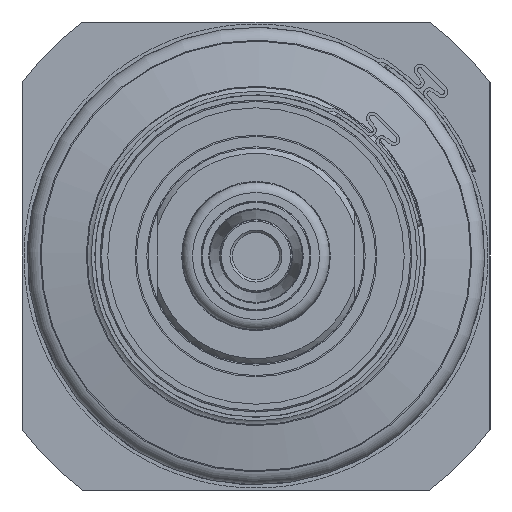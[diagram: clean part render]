
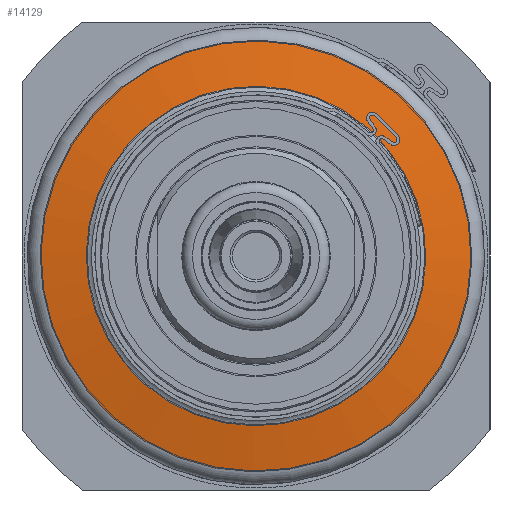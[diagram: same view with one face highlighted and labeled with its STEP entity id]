
A CAD part, left-side view. The second image highlights one B-rep face of the part: STEP entity #14129.
In plain terms, the highlighted conical face has half-angle 80 degrees and reference radius 37.087 mm.
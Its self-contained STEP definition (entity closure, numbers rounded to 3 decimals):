
#1493=CONICAL_SURFACE('',#15268,37.087,80.);
#2176=FACE_BOUND('',#3692,.T.);
#2759=FACE_OUTER_BOUND('',#3691,.T.);
#3691=EDGE_LOOP('',(#9641));
#3692=EDGE_LOOP('',(#9642));
#4988=CIRCLE('',#15267,32.653);
#4989=CIRCLE('',#15269,41.521);
#6086=VERTEX_POINT('',#22182);
#6087=VERTEX_POINT('',#22185);
#7511=EDGE_CURVE('',#6086,#6086,#4988,.T.);
#7512=EDGE_CURVE('',#6087,#6087,#4989,.T.);
#9641=ORIENTED_EDGE('',*,*,#7511,.T.);
#9642=ORIENTED_EDGE('',*,*,#7512,.F.);
#14129=ADVANCED_FACE('',(#2759,#2176),#1493,.T.);
#15267=AXIS2_PLACEMENT_3D('',#22183,#17638,#17639);
#15268=AXIS2_PLACEMENT_3D('',#22184,#17640,#17641);
#15269=AXIS2_PLACEMENT_3D('',#22186,#17642,#17643);
#17638=DIRECTION('center_axis',(1.,0.,0.));
#17639=DIRECTION('ref_axis',(0.,-0.157,-0.988));
#17640=DIRECTION('center_axis',(1.,0.,0.));
#17641=DIRECTION('ref_axis',(0.,0.988,-0.157));
#17642=DIRECTION('center_axis',(1.,0.,0.));
#17643=DIRECTION('ref_axis',(0.,-0.157,-0.988));
#22182=CARTESIAN_POINT('',(53.006,32.246,-5.135));
#22183=CARTESIAN_POINT('Origin',(53.006,0.,
0.));
#22184=CARTESIAN_POINT('Origin',(53.788,0.,
0.));
#22185=CARTESIAN_POINT('',(54.57,41.004,-6.53));
#22186=CARTESIAN_POINT('Origin',(54.57,0.,
0.));
